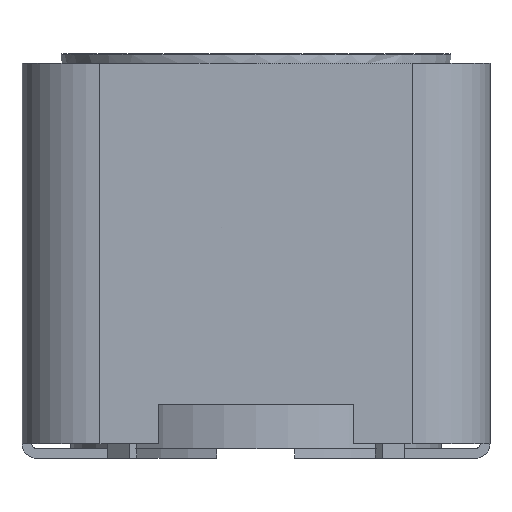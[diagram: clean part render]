
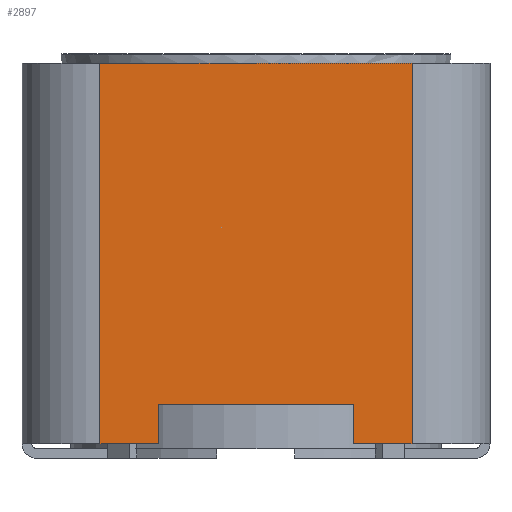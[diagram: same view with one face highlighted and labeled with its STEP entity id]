
A CAD part, left-side view. The second image highlights one B-rep face of the part: STEP entity #2897.
In plain terms, the highlighted planar face has unit normal (-1, 0, 0).
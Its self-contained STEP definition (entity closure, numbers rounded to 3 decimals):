
#2403 = VERTEX_POINT('',#2404);
#2404 = CARTESIAN_POINT('',(-6.,2.52,0.375));
#2410 = EDGE_CURVE('',#2411,#2403,#2413,.T.);
#2411 = VERTEX_POINT('',#2412);
#2412 = CARTESIAN_POINT('',(-6.,4.,0.375));
#2413 = LINE('',#2414,#2415);
#2414 = CARTESIAN_POINT('',(-6.,6.,0.375));
#2415 = VECTOR('',#2416,1.);
#2416 = DIRECTION('',(0.,-1.,0.));
#2510 = VERTEX_POINT('',#2511);
#2511 = CARTESIAN_POINT('',(-6.,-4.,0.375));
#2518 = EDGE_CURVE('',#2519,#2510,#2521,.T.);
#2519 = VERTEX_POINT('',#2520);
#2520 = CARTESIAN_POINT('',(-6.,-2.52,0.375));
#2521 = LINE('',#2522,#2523);
#2522 = CARTESIAN_POINT('',(-6.,6.,0.375));
#2523 = VECTOR('',#2524,1.);
#2524 = DIRECTION('',(0.,-1.,0.));
#2593 = VERTEX_POINT('',#2594);
#2594 = CARTESIAN_POINT('',(-6.,-2.5,1.355));
#2609 = VERTEX_POINT('',#2610);
#2610 = CARTESIAN_POINT('',(-6.,-2.5,0.395));
#2616 = EDGE_CURVE('',#2609,#2593,#2617,.T.);
#2617 = LINE('',#2618,#2619);
#2618 = CARTESIAN_POINT('',(-6.,-2.5,1.375));
#2619 = VECTOR('',#2620,1.);
#2620 = DIRECTION('',(0.,0.,1.));
#2682 = VERTEX_POINT('',#2683);
#2683 = CARTESIAN_POINT('',(-6.,-2.48,1.375));
#2689 = EDGE_CURVE('',#2682,#2690,#2692,.T.);
#2690 = VERTEX_POINT('',#2691);
#2691 = CARTESIAN_POINT('',(-6.,2.48,1.375));
#2692 = LINE('',#2693,#2694);
#2693 = CARTESIAN_POINT('',(-6.,2.5,1.375));
#2694 = VECTOR('',#2695,1.);
#2695 = DIRECTION('',(0.,1.,0.));
#2711 = EDGE_CURVE('',#2712,#2714,#2716,.T.);
#2712 = VERTEX_POINT('',#2713);
#2713 = CARTESIAN_POINT('',(-6.,2.5,1.355));
#2714 = VERTEX_POINT('',#2715);
#2715 = CARTESIAN_POINT('',(-6.,2.5,0.395));
#2716 = LINE('',#2717,#2718);
#2717 = CARTESIAN_POINT('',(-6.,2.5,1.375));
#2718 = VECTOR('',#2719,1.);
#2719 = DIRECTION('',(0.,0.,-1.));
#2845 = VERTEX_POINT('',#2846);
#2846 = CARTESIAN_POINT('',(-6.,4.,10.125));
#2853 = EDGE_CURVE('',#2845,#2854,#2856,.T.);
#2854 = VERTEX_POINT('',#2855);
#2855 = CARTESIAN_POINT('',(-6.,-4.,10.125));
#2856 = LINE('',#2857,#2858);
#2857 = CARTESIAN_POINT('',(-6.,6.,10.125));
#2858 = VECTOR('',#2859,1.);
#2859 = DIRECTION('',(0.,-1.,0.));
#2897 = ADVANCED_FACE('',(#2898),#2946,.F.);
#2898 = FACE_BOUND('',#2899,.T.);
#2899 = EDGE_LOOP('',(#2900,#2901,#2907,#2908,#2914,#2915,#2922,#2923,
    #2930,#2931,#2938,#2939));
#2900 = ORIENTED_EDGE('',*,*,#2518,.T.);
#2901 = ORIENTED_EDGE('',*,*,#2902,.F.);
#2902 = EDGE_CURVE('',#2854,#2510,#2903,.T.);
#2903 = LINE('',#2904,#2905);
#2904 = CARTESIAN_POINT('',(-6.,-4.,10.125));
#2905 = VECTOR('',#2906,1.);
#2906 = DIRECTION('',(0.,0.,-1.));
#2907 = ORIENTED_EDGE('',*,*,#2853,.F.);
#2908 = ORIENTED_EDGE('',*,*,#2909,.T.);
#2909 = EDGE_CURVE('',#2845,#2411,#2910,.T.);
#2910 = LINE('',#2911,#2912);
#2911 = CARTESIAN_POINT('',(-6.,4.,10.125));
#2912 = VECTOR('',#2913,1.);
#2913 = DIRECTION('',(0.,0.,-1.));
#2914 = ORIENTED_EDGE('',*,*,#2410,.T.);
#2915 = ORIENTED_EDGE('',*,*,#2916,.F.);
#2916 = EDGE_CURVE('',#2714,#2403,#2917,.T.);
#2917 = CIRCLE('',#2918,0.02);
#2918 = AXIS2_PLACEMENT_3D('',#2919,#2920,#2921);
#2919 = CARTESIAN_POINT('',(-6.,2.52,0.395));
#2920 = DIRECTION('',(1.,0.,0.));
#2921 = DIRECTION('',(0.,0.,-1.));
#2922 = ORIENTED_EDGE('',*,*,#2711,.F.);
#2923 = ORIENTED_EDGE('',*,*,#2924,.T.);
#2924 = EDGE_CURVE('',#2712,#2690,#2925,.T.);
#2925 = CIRCLE('',#2926,0.02);
#2926 = AXIS2_PLACEMENT_3D('',#2927,#2928,#2929);
#2927 = CARTESIAN_POINT('',(-6.,2.48,1.355));
#2928 = DIRECTION('',(1.,0.,0.));
#2929 = DIRECTION('',(0.,0.,-1.));
#2930 = ORIENTED_EDGE('',*,*,#2689,.F.);
#2931 = ORIENTED_EDGE('',*,*,#2932,.T.);
#2932 = EDGE_CURVE('',#2682,#2593,#2933,.T.);
#2933 = CIRCLE('',#2934,0.02);
#2934 = AXIS2_PLACEMENT_3D('',#2935,#2936,#2937);
#2935 = CARTESIAN_POINT('',(-6.,-2.48,1.355));
#2936 = DIRECTION('',(1.,0.,0.));
#2937 = DIRECTION('',(0.,0.,-1.));
#2938 = ORIENTED_EDGE('',*,*,#2616,.F.);
#2939 = ORIENTED_EDGE('',*,*,#2940,.F.);
#2940 = EDGE_CURVE('',#2519,#2609,#2941,.T.);
#2941 = CIRCLE('',#2942,0.02);
#2942 = AXIS2_PLACEMENT_3D('',#2943,#2944,#2945);
#2943 = CARTESIAN_POINT('',(-6.,-2.52,0.395));
#2944 = DIRECTION('',(1.,0.,0.));
#2945 = DIRECTION('',(0.,0.,-1.));
#2946 = PLANE('',#2947);
#2947 = AXIS2_PLACEMENT_3D('',#2948,#2949,#2950);
#2948 = CARTESIAN_POINT('',(-6.,6.,10.125));
#2949 = DIRECTION('',(1.,0.,0.));
#2950 = DIRECTION('',(0.,0.,-1.));
